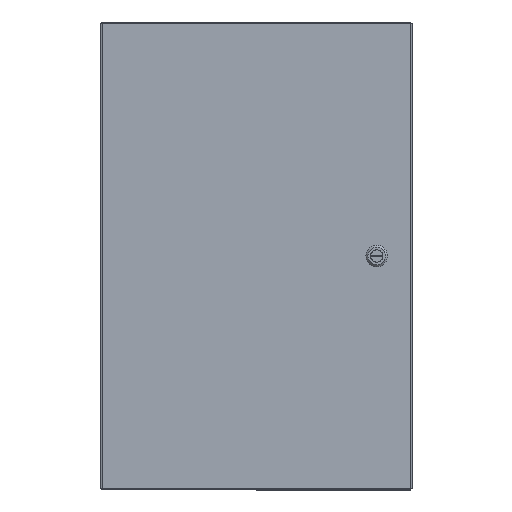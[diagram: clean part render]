
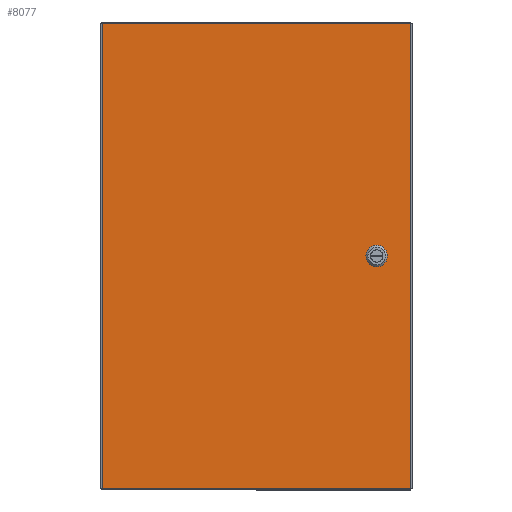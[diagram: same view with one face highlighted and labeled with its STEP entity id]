
A CAD part, front view. The second image highlights one B-rep face of the part: STEP entity #8077.
In plain terms, the highlighted planar face has unit normal (0, -1, 0).
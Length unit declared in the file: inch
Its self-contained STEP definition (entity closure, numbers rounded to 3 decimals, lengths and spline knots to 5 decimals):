
#276 = ORIENTED_EDGE ( 'NONE', *, *, #6968, .T. ) ;
#546 = VERTEX_POINT ( 'NONE', #20825 ) ;
#635 = VERTEX_POINT ( 'NONE', #16687 ) ;
#658 = DIRECTION ( 'NONE',  ( 1., 0., 0. ) ) ;
#867 = CARTESIAN_POINT ( 'NONE',  ( 7.901, -10.822, -11.8985 ) ) ;
#899 = CARTESIAN_POINT ( 'NONE',  ( 5.96, -10.822, 0.3955 ) ) ;
#998 = CARTESIAN_POINT ( 'NONE',  ( 6.422, -10.822, 0.3955 ) ) ;
#1075 = VECTOR ( 'NONE', #1107, 39.37008 ) ;
#1107 = DIRECTION ( 'NONE',  ( 0.707, 0., 0.707 ) ) ;
#1214 = VECTOR ( 'NONE', #4457, 39.37008 ) ;
#1245 = EDGE_CURVE ( 'NONE', #20152, #17098, #4343, .T. ) ;
#1263 = PLANE ( 'NONE',  #6593 ) ;
#1434 = EDGE_CURVE ( 'NONE', #11460, #9748, #7349, .T. ) ;
#1437 = DIRECTION ( 'NONE',  ( -1., 0., 0. ) ) ;
#2198 = EDGE_CURVE ( 'NONE', #11208, #20152, #6697, .T. ) ;
#2297 = VERTEX_POINT ( 'NONE', #5351 ) ;
#2719 = DIRECTION ( 'NONE',  ( 0., -1., 0. ) ) ;
#2913 = EDGE_LOOP ( 'NONE', ( #17727, #276, #12850, #8747, #18525, #11978, #10333, #8994 ) ) ;
#3510 = VERTEX_POINT ( 'NONE', #3551 ) ;
#3542 = DIRECTION ( 'NONE',  ( -0.707, 0., 0.707 ) ) ;
#3551 = CARTESIAN_POINT ( 'NONE',  ( -7.896, -10.822, 11.8985 ) ) ;
#3572 = CARTESIAN_POINT ( 'NONE',  ( 6.5865, -10.822, -0.231 ) ) ;
#3627 = LINE ( 'NONE', #7435, #14909 ) ;
#3643 = CARTESIAN_POINT ( 'NONE',  ( -7.896, -10.822, -11.8985 ) ) ;
#3924 = CARTESIAN_POINT ( 'NONE',  ( 6.422, -10.822, -0.3955 ) ) ;
#4264 = CARTESIAN_POINT ( 'NONE',  ( 6.5865, -10.822, -0.231 ) ) ;
#4323 = LINE ( 'NONE', #998, #6350 ) ;
#4343 = LINE ( 'NONE', #16269, #1214 ) ;
#4357 = EDGE_CURVE ( 'NONE', #3510, #4760, #9738, .T. ) ;
#4457 = DIRECTION ( 'NONE',  ( -0.707, 0., -0.707 ) ) ;
#4760 = VERTEX_POINT ( 'NONE', #20826 ) ;
#4962 = VECTOR ( 'NONE', #15056, 39.37008 ) ;
#5351 = CARTESIAN_POINT ( 'NONE',  ( 5.7955, -10.822, 0.231 ) ) ;
#5607 = CARTESIAN_POINT ( 'NONE',  ( 5.96, -10.822, -0.3955 ) ) ;
#5958 = ORIENTED_EDGE ( 'NONE', *, *, #8248, .T. ) ;
#6006 = LINE ( 'NONE', #899, #1075 ) ;
#6020 = EDGE_CURVE ( 'NONE', #9748, #2297, #3627, .T. ) ;
#6350 = VECTOR ( 'NONE', #21566, 39.37008 ) ;
#6393 = CARTESIAN_POINT ( 'NONE',  ( 6.5865, -10.822, 0.231 ) ) ;
#6593 = AXIS2_PLACEMENT_3D ( 'NONE', #17974, #2719, #16513 ) ;
#6697 = LINE ( 'NONE', #3572, #4962 ) ;
#6776 = CARTESIAN_POINT ( 'NONE',  ( 5.96, -10.822, -0.3955 ) ) ;
#6921 = DIRECTION ( 'NONE',  ( -1., 0., 0. ) ) ;
#6968 = EDGE_CURVE ( 'NONE', #2297, #635, #6006, .T. ) ;
#7349 = LINE ( 'NONE', #10540, #11511 ) ;
#7435 = CARTESIAN_POINT ( 'NONE',  ( 5.7955, -10.822, 0.231 ) ) ;
#7530 = VECTOR ( 'NONE', #658, 39.37008 ) ;
#7844 = EDGE_CURVE ( 'NONE', #17098, #11460, #16690, .T. ) ;
#8077 = ADVANCED_FACE ( 'NONE', ( #17863, #16405 ), #1263, .T. ) ;
#8248 = EDGE_CURVE ( 'NONE', #15651, #3510, #18496, .T. ) ;
#8380 = ORIENTED_EDGE ( 'NONE', *, *, #19475, .T. ) ;
#8625 = VERTEX_POINT ( 'NONE', #867 ) ;
#8747 = ORIENTED_EDGE ( 'NONE', *, *, #13271, .T. ) ;
#8749 = ORIENTED_EDGE ( 'NONE', *, *, #4357, .T. ) ;
#8813 = EDGE_CURVE ( 'NONE', #8625, #15651, #20643, .T. ) ;
#8994 = ORIENTED_EDGE ( 'NONE', *, *, #1434, .T. ) ;
#9738 = LINE ( 'NONE', #18415, #16215 ) ;
#9748 = VERTEX_POINT ( 'NONE', #16258 ) ;
#10044 = VECTOR ( 'NONE', #20071, 39.37008 ) ;
#10333 = ORIENTED_EDGE ( 'NONE', *, *, #7844, .T. ) ;
#10384 = DIRECTION ( 'NONE',  ( 0., 0., 1. ) ) ;
#10540 = CARTESIAN_POINT ( 'NONE',  ( 5.7955, -10.822, -0.231 ) ) ;
#11208 = VERTEX_POINT ( 'NONE', #6393 ) ;
#11460 = VERTEX_POINT ( 'NONE', #5607 ) ;
#11511 = VECTOR ( 'NONE', #3542, 39.37008 ) ;
#11794 = CARTESIAN_POINT ( 'NONE',  ( -7.896, -10.822, 11.8985 ) ) ;
#11907 = VECTOR ( 'NONE', #6921, 39.37008 ) ;
#11978 = ORIENTED_EDGE ( 'NONE', *, *, #1245, .T. ) ;
#12041 = LINE ( 'NONE', #13727, #10044 ) ;
#12850 = ORIENTED_EDGE ( 'NONE', *, *, #21931, .T. ) ;
#13271 = EDGE_CURVE ( 'NONE', #546, #11208, #4323, .T. ) ;
#13727 = CARTESIAN_POINT ( 'NONE',  ( 6.422, -10.822, 0.3955 ) ) ;
#14909 = VECTOR ( 'NONE', #19115, 39.37008 ) ;
#15056 = DIRECTION ( 'NONE',  ( 0., 0., -1. ) ) ;
#15112 = VECTOR ( 'NONE', #1437, 39.37008 ) ;
#15200 = CARTESIAN_POINT ( 'NONE',  ( 7.901, -10.822, -11.8985 ) ) ;
#15651 = VERTEX_POINT ( 'NONE', #16649 ) ;
#15827 = ORIENTED_EDGE ( 'NONE', *, *, #8813, .T. ) ;
#15914 = LINE ( 'NONE', #3643, #7530 ) ;
#16215 = VECTOR ( 'NONE', #16972, 39.37008 ) ;
#16258 = CARTESIAN_POINT ( 'NONE',  ( 5.7955, -10.822, -0.231 ) ) ;
#16269 = CARTESIAN_POINT ( 'NONE',  ( 6.5865, -10.822, -0.231 ) ) ;
#16405 = FACE_BOUND ( 'NONE', #2913, .T. ) ;
#16513 = DIRECTION ( 'NONE',  ( 0., 0., -1. ) ) ;
#16649 = CARTESIAN_POINT ( 'NONE',  ( 7.901, -10.822, 11.8985 ) ) ;
#16687 = CARTESIAN_POINT ( 'NONE',  ( 5.96, -10.822, 0.3955 ) ) ;
#16690 = LINE ( 'NONE', #6776, #15112 ) ;
#16972 = DIRECTION ( 'NONE',  ( 0., 0., -1. ) ) ;
#17098 = VERTEX_POINT ( 'NONE', #3924 ) ;
#17727 = ORIENTED_EDGE ( 'NONE', *, *, #6020, .T. ) ;
#17863 = FACE_OUTER_BOUND ( 'NONE', #20916, .T. ) ;
#17974 = CARTESIAN_POINT ( 'NONE',  ( -7.896, -10.822, -11.8985 ) ) ;
#18415 = CARTESIAN_POINT ( 'NONE',  ( -7.896, -10.822, -11.8985 ) ) ;
#18496 = LINE ( 'NONE', #11794, #11907 ) ;
#18525 = ORIENTED_EDGE ( 'NONE', *, *, #2198, .T. ) ;
#19115 = DIRECTION ( 'NONE',  ( 0., 0., 1. ) ) ;
#19433 = VECTOR ( 'NONE', #10384, 39.37008 ) ;
#19475 = EDGE_CURVE ( 'NONE', #4760, #8625, #15914, .T. ) ;
#20071 = DIRECTION ( 'NONE',  ( 1., 0., 0. ) ) ;
#20152 = VERTEX_POINT ( 'NONE', #4264 ) ;
#20643 = LINE ( 'NONE', #15200, #19433 ) ;
#20825 = CARTESIAN_POINT ( 'NONE',  ( 6.422, -10.822, 0.3955 ) ) ;
#20826 = CARTESIAN_POINT ( 'NONE',  ( -7.896, -10.822, -11.8985 ) ) ;
#20916 = EDGE_LOOP ( 'NONE', ( #15827, #5958, #8749, #8380 ) ) ;
#21566 = DIRECTION ( 'NONE',  ( 0.707, 0., -0.707 ) ) ;
#21931 = EDGE_CURVE ( 'NONE', #635, #546, #12041, .T. ) ;
